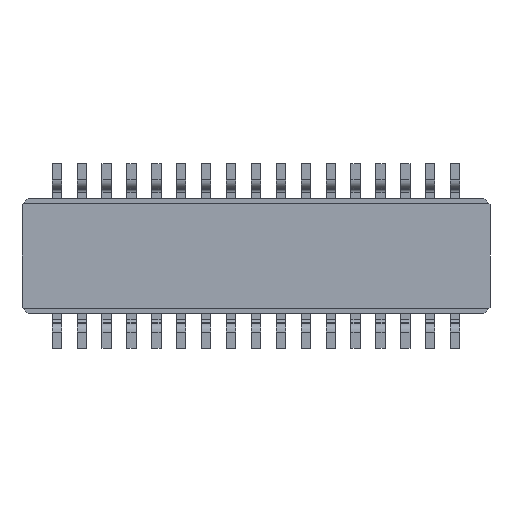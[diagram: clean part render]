
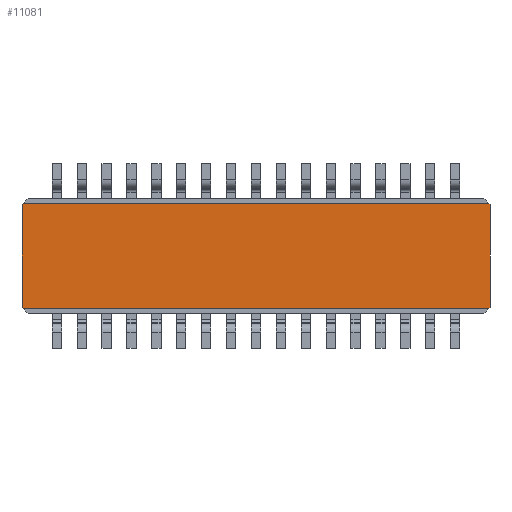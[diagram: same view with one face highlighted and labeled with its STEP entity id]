
A CAD part, front view. The second image highlights one B-rep face of the part: STEP entity #11081.
In plain terms, the highlighted planar face has unit normal (0, -1, 0).
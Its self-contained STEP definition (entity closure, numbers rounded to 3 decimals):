
#134 = VECTOR ( 'NONE', #7647, 1000. ) ;
#200 = CARTESIAN_POINT ( 'NONE',  ( -3.76, 0.05, 0.825 ) ) ;
#243 = EDGE_CURVE ( 'NONE', #7141, #14318, #6277, .T. ) ;
#1427 = LINE ( 'NONE', #1514, #6128 ) ;
#1514 = CARTESIAN_POINT ( 'NONE',  ( -5.44, 0.05, 0.855 ) ) ;
#1532 = PLANE ( 'NONE',  #8191 ) ;
#1743 = VERTEX_POINT ( 'NONE', #8298 ) ;
#2095 = ORIENTED_EDGE ( 'NONE', *, *, #12285, .T. ) ;
#2118 = DIRECTION ( 'NONE',  ( -0.707, 0., 0.707 ) ) ;
#2214 = EDGE_LOOP ( 'NONE', ( #3172, #4332, #2095, #4886, #3985, #3642, #5089, #7556 ) ) ;
#2238 = CARTESIAN_POINT ( 'NONE',  ( 3.76, 0.05, 0.855 ) ) ;
#2586 = DIRECTION ( 'NONE',  ( -0.707, 0., -0.707 ) ) ;
#2748 = VECTOR ( 'NONE', #2118, 1000. ) ;
#2884 = EDGE_CURVE ( 'NONE', #1743, #14318, #1427, .T. ) ;
#3172 = ORIENTED_EDGE ( 'NONE', *, *, #14794, .F. ) ;
#3252 = LINE ( 'NONE', #12816, #7926 ) ;
#3314 = DIRECTION ( 'NONE',  ( -1., 0., 0. ) ) ;
#3621 = VECTOR ( 'NONE', #14171, 1000. ) ;
#3642 = ORIENTED_EDGE ( 'NONE', *, *, #6943, .T. ) ;
#3985 = ORIENTED_EDGE ( 'NONE', *, *, #15938, .T. ) ;
#3995 = CARTESIAN_POINT ( 'NONE',  ( -3.73, 0.05, 0.855 ) ) ;
#4179 = FACE_OUTER_BOUND ( 'NONE', #2214, .T. ) ;
#4332 = ORIENTED_EDGE ( 'NONE', *, *, #11204, .F. ) ;
#4842 = VERTEX_POINT ( 'NONE', #13208 ) ;
#4886 = ORIENTED_EDGE ( 'NONE', *, *, #10059, .T. ) ;
#5089 = ORIENTED_EDGE ( 'NONE', *, *, #243, .T. ) ;
#5399 = DIRECTION ( 'NONE',  ( -0.707, 0., 0.707 ) ) ;
#5423 = CARTESIAN_POINT ( 'NONE',  ( 5.76, 0.05, 0. ) ) ;
#5714 = CARTESIAN_POINT ( 'NONE',  ( 3.74, 0.05, -0.845 ) ) ;
#6128 = VECTOR ( 'NONE', #5399, 1000. ) ;
#6277 = LINE ( 'NONE', #8669, #3621 ) ;
#6579 = DIRECTION ( 'NONE',  ( 1., 0., 0. ) ) ;
#6742 = LINE ( 'NONE', #3995, #16473 ) ;
#6804 = CARTESIAN_POINT ( 'NONE',  ( 3.76, 0.05, 0.825 ) ) ;
#6943 = EDGE_CURVE ( 'NONE', #9150, #7141, #6742, .T. ) ;
#7141 = VERTEX_POINT ( 'NONE', #200 ) ;
#7250 = CARTESIAN_POINT ( 'NONE',  ( 5.44, 0.05, 0.855 ) ) ;
#7337 = CARTESIAN_POINT ( 'NONE',  ( -3.76, 0.05, -0.825 ) ) ;
#7556 = ORIENTED_EDGE ( 'NONE', *, *, #2884, .F. ) ;
#7647 = DIRECTION ( 'NONE',  ( 0., 0., 1. ) ) ;
#7926 = VECTOR ( 'NONE', #16880, 1000. ) ;
#8191 = AXIS2_PLACEMENT_3D ( 'NONE', #5423, #16218, #6579 ) ;
#8298 = CARTESIAN_POINT ( 'NONE',  ( -3.74, 0.05, -0.845 ) ) ;
#8467 = VECTOR ( 'NONE', #14170, 1000. ) ;
#8581 = LINE ( 'NONE', #7250, #8467 ) ;
#8669 = CARTESIAN_POINT ( 'NONE',  ( -3.76, 0.05, 0.855 ) ) ;
#8842 = LINE ( 'NONE', #15665, #2748 ) ;
#9150 = VERTEX_POINT ( 'NONE', #13871 ) ;
#9848 = VERTEX_POINT ( 'NONE', #6804 ) ;
#10059 = EDGE_CURVE ( 'NONE', #9848, #4842, #8842, .T. ) ;
#10345 = VERTEX_POINT ( 'NONE', #5714 ) ;
#11081 = ADVANCED_FACE ( 'NONE', ( #4179 ), #1532, .T. ) ;
#11204 = EDGE_CURVE ( 'NONE', #16228, #10345, #8581, .T. ) ;
#12285 = EDGE_CURVE ( 'NONE', #16228, #9848, #14384, .T. ) ;
#12816 = CARTESIAN_POINT ( 'NONE',  ( 3.76, 0.05, -0.845 ) ) ;
#13208 = CARTESIAN_POINT ( 'NONE',  ( 3.74, 0.05, 0.845 ) ) ;
#13396 = CARTESIAN_POINT ( 'NONE',  ( 3.76, 0.05, -0.825 ) ) ;
#13871 = CARTESIAN_POINT ( 'NONE',  ( -3.74, 0.05, 0.845 ) ) ;
#14033 = LINE ( 'NONE', #15354, #16136 ) ;
#14170 = DIRECTION ( 'NONE',  ( -0.707, 0., -0.707 ) ) ;
#14171 = DIRECTION ( 'NONE',  ( 0., 0., -1. ) ) ;
#14318 = VERTEX_POINT ( 'NONE', #7337 ) ;
#14384 = LINE ( 'NONE', #2238, #134 ) ;
#14794 = EDGE_CURVE ( 'NONE', #10345, #1743, #3252, .T. ) ;
#15354 = CARTESIAN_POINT ( 'NONE',  ( 3.76, 0.05, 0.845 ) ) ;
#15665 = CARTESIAN_POINT ( 'NONE',  ( 3.76, 0.05, 0.825 ) ) ;
#15938 = EDGE_CURVE ( 'NONE', #4842, #9150, #14033, .T. ) ;
#16136 = VECTOR ( 'NONE', #3314, 1000. ) ;
#16218 = DIRECTION ( 'NONE',  ( 0., -1., 0. ) ) ;
#16228 = VERTEX_POINT ( 'NONE', #13396 ) ;
#16473 = VECTOR ( 'NONE', #2586, 1000. ) ;
#16880 = DIRECTION ( 'NONE',  ( -1., 0., 0. ) ) ;
